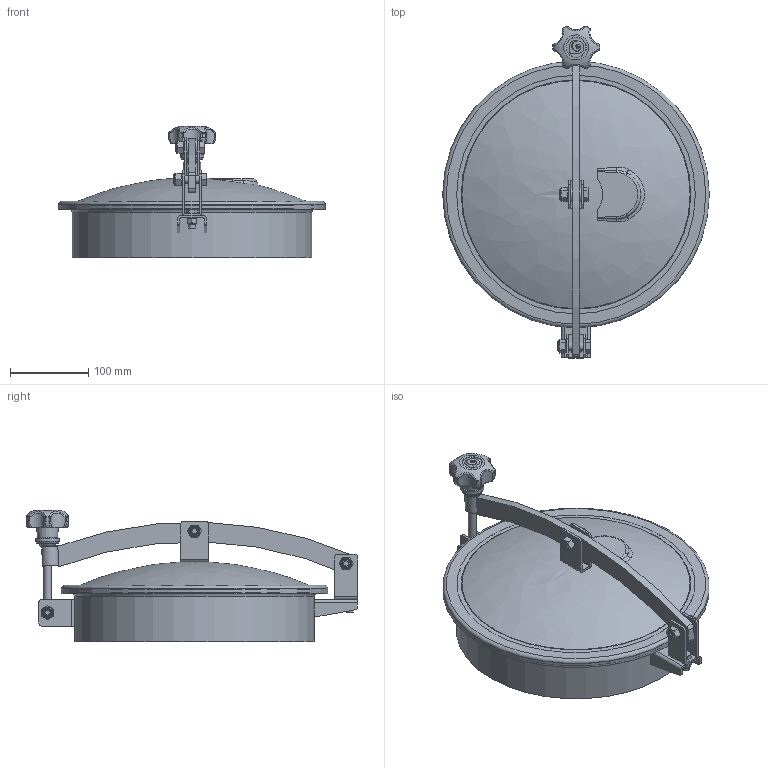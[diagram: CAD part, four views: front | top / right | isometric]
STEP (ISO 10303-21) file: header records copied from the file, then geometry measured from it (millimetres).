
FILE_DESCRIPTION( ( 'Unknown' ), '1' );
FILE_NAME( 'FA57E6000 MOD T1_300 rev 02.stp', 'Unknown', ( 'Unknown' ), ( 'Unknown' ), 'PSStep 16.0.42', 'Unknown', ' ' );
FILE_SCHEMA( ( 'AUTOMOTIVE_DESIGN { 1 0 10303 214 1 1 1 1 }' ) );
Length unit declared in the file: millimetre
Products named in the file (26): 94160 rev 0; 94160_1 rev 0; 94160 c_rond; 97057; 71019 rev 01; 97209 rev 03; 8P127 rev 01; 7TA5703-3 rev 01; 81042 rev 02; 81050 rev 02; 8AL05-09 rev 0; 7CA5700; 81020; 8AS202 C_SEDE; Assem1; 95012; 97003; 81087 rev 03; 91001 rev 01; 9630 assieme; 97056; 95006; 95203; 95206; 97321
Assembly tree (32 placements, depth 4):
  Assem1
    95012  x3
    97003  x4
    81087 rev 03
    91001 rev 01
    9630 assieme
    97056
    95006
    95203
    95206  x3
    97321
    7CA5700
      81020
      8AS202 C_SEDE
    94160 c_rond
      97057
      94160 rev 0
        94160 rev 0
        94160_1 rev 0
    71019 rev 01
      97209 rev 03
      8P127 rev 01
    7TA5703-3 rev 01
      81042 rev 02
      81050 rev 02
      8AL05-09 rev 0
Bounding box: 340 x 423.32 x 167.5 mm (x, y, z)
Volume: 613174.4 mm3; surface area: 516073.2 mm2
Topology: 27 solids, 27 shells, 971 faces, 2523 edges, 1627 vertices
Faces by surface type: plane 528, cylinder 255, bspline 60, cone 58, torus 52, sphere 18
Full cylindrical faces by diameter (mm): 6.8 x1, 8 x1, 8.376 x1, 8.5 x3, 10 x4, 10.2 x8, 10.5 x7, 12.09 x3, 12.5 x1, 15.5 x2, 17 x1, 17.5 x1, 18 x1, 18.3 x1, 19 x1, 19.8 x1, 20 x6, 25 x1, 25.7 x1, 30 x1, 302 x1, 306 x1, 327.033 x1, 330 x1, 331 x1, 337 x1, 338 x1, 340 x1
Entity records: 45284 total; most frequent: CARTESIAN_POINT 16261, DIRECTION 4595, ORIENTED_EDGE 4408, EDGE_CURVE 2204, AXIS2_PLACEMENT_3D 1710, VERTEX_POINT 1475, LINE 1175, VECTOR 1175
